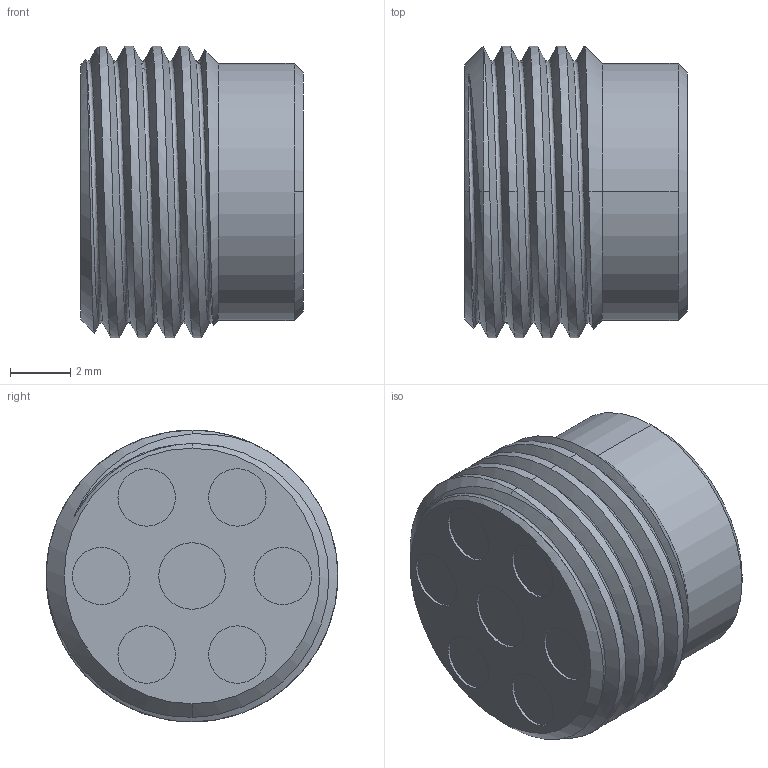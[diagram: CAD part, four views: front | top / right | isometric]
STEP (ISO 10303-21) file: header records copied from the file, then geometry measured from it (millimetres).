
FILE_DESCRIPTION (( 'STEP AP203' ), '1' );
FILE_NAME ('CVG012002.STEP', '2025-04-21T02:46:29', ( '' ), ( '' ), 'SwSTEP 2.0', 'SolidWorks 2018', '' );
FILE_SCHEMA (( 'CONFIG_CONTROL_DESIGN' ));
Length unit declared in the file: millimetre
Products named in the file (1): CVG012002
Bounding box: 7.35 x 9.65 x 9.65 mm (x, y, z)
Volume: 455.4 mm3; surface area: 398.9 mm2
Topology: 1 solids, 1 shells, 48 faces, 110 edges, 72 vertices
Faces by surface type: cylinder 27, plane 10, cone 8, bspline 3
Entity records: 2470 total; most frequent: CARTESIAN_POINT 1346, ORIENTED_EDGE 220, DIRECTION 218, EDGE_CURVE 110, AXIS2_PLACEMENT_3D 92, VERTEX_POINT 72, EDGE_LOOP 56, ADVANCED_FACE 48
